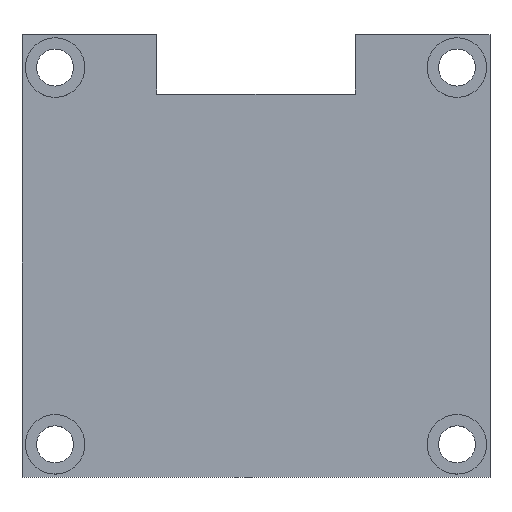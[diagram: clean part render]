
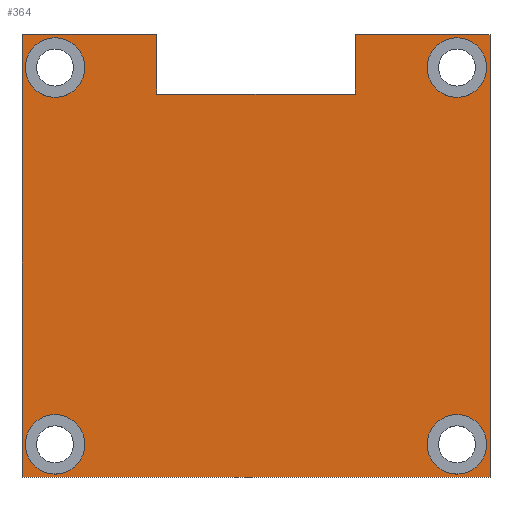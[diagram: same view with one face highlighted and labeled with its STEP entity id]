
A CAD part, top view. The second image highlights one B-rep face of the part: STEP entity #364.
In plain terms, the highlighted planar face has unit normal (0, 0, 1).
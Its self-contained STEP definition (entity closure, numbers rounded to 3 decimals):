
#23=FACE_BOUND('',#77,.T.);
#24=FACE_BOUND('',#78,.T.);
#25=FACE_BOUND('',#79,.T.);
#26=FACE_BOUND('',#80,.T.);
#35=CIRCLE('',#401,2.25);
#36=CIRCLE('',#402,2.25);
#37=CIRCLE('',#403,2.25);
#38=CIRCLE('',#404,2.25);
#54=FACE_OUTER_BOUND('',#76,.T.);
#76=EDGE_LOOP('',(#263,#264,#265,#266,#267,#268,#269,#270));
#77=EDGE_LOOP('',(#271));
#78=EDGE_LOOP('',(#272));
#79=EDGE_LOOP('',(#273));
#80=EDGE_LOOP('',(#274));
#107=LINE('',#549,#139);
#111=LINE('',#557,#143);
#114=LINE('',#563,#146);
#117=LINE('',#569,#149);
#118=LINE('',#571,#150);
#119=LINE('',#573,#151);
#120=LINE('',#575,#152);
#121=LINE('',#576,#153);
#139=VECTOR('',#439,10.);
#143=VECTOR('',#445,10.);
#146=VECTOR('',#450,10.);
#149=VECTOR('',#455,10.);
#150=VECTOR('',#456,10.);
#151=VECTOR('',#457,10.);
#152=VECTOR('',#458,10.);
#153=VECTOR('',#459,10.);
#171=VERTEX_POINT('',#547);
#172=VERTEX_POINT('',#548);
#175=VERTEX_POINT('',#556);
#177=VERTEX_POINT('',#562);
#179=VERTEX_POINT('',#568);
#180=VERTEX_POINT('',#570);
#181=VERTEX_POINT('',#572);
#182=VERTEX_POINT('',#574);
#183=VERTEX_POINT('',#577);
#184=VERTEX_POINT('',#579);
#185=VERTEX_POINT('',#581);
#186=VERTEX_POINT('',#583);
#203=EDGE_CURVE('',#171,#172,#107,.T.);
#207=EDGE_CURVE('',#172,#175,#111,.T.);
#210=EDGE_CURVE('',#177,#171,#114,.T.);
#213=EDGE_CURVE('',#175,#179,#117,.T.);
#214=EDGE_CURVE('',#179,#180,#118,.T.);
#215=EDGE_CURVE('',#180,#181,#119,.T.);
#216=EDGE_CURVE('',#181,#182,#120,.T.);
#217=EDGE_CURVE('',#182,#177,#121,.T.);
#218=EDGE_CURVE('',#183,#183,#35,.T.);
#219=EDGE_CURVE('',#184,#184,#36,.T.);
#220=EDGE_CURVE('',#185,#185,#37,.T.);
#221=EDGE_CURVE('',#186,#186,#38,.T.);
#263=ORIENTED_EDGE('',*,*,#210,.T.);
#264=ORIENTED_EDGE('',*,*,#203,.T.);
#265=ORIENTED_EDGE('',*,*,#207,.T.);
#266=ORIENTED_EDGE('',*,*,#213,.T.);
#267=ORIENTED_EDGE('',*,*,#214,.T.);
#268=ORIENTED_EDGE('',*,*,#215,.T.);
#269=ORIENTED_EDGE('',*,*,#216,.T.);
#270=ORIENTED_EDGE('',*,*,#217,.T.);
#271=ORIENTED_EDGE('',*,*,#218,.T.);
#272=ORIENTED_EDGE('',*,*,#219,.T.);
#273=ORIENTED_EDGE('',*,*,#220,.T.);
#274=ORIENTED_EDGE('',*,*,#221,.T.);
#350=PLANE('',#400);
#364=ADVANCED_FACE('',(#54,#23,#24,#25,#26),#350,.T.);
#400=AXIS2_PLACEMENT_3D('',#567,#453,#454);
#401=AXIS2_PLACEMENT_3D('',#578,#460,#461);
#402=AXIS2_PLACEMENT_3D('',#580,#462,#463);
#403=AXIS2_PLACEMENT_3D('',#582,#464,#465);
#404=AXIS2_PLACEMENT_3D('',#584,#466,#467);
#439=DIRECTION('',(-1.,0.,0.));
#445=DIRECTION('',(0.,1.,0.));
#450=DIRECTION('',(0.,-1.,0.));
#453=DIRECTION('center_axis',(0.,0.,
1.));
#454=DIRECTION('ref_axis',(0.,1.,0.));
#455=DIRECTION('',(-1.,0.,0.));
#456=DIRECTION('',(0.,-1.,0.));
#457=DIRECTION('',(1.,0.,0.));
#458=DIRECTION('',(0.,1.,0.));
#459=DIRECTION('',(-1.,0.,0.));
#460=DIRECTION('center_axis',(0.,0.,
-1.));
#461=DIRECTION('ref_axis',(1.,0.,0.));
#462=DIRECTION('center_axis',(0.,0.,
-1.));
#463=DIRECTION('ref_axis',(1.,0.,0.));
#464=DIRECTION('center_axis',(0.,0.,
-1.));
#465=DIRECTION('ref_axis',(1.,0.,0.));
#466=DIRECTION('center_axis',(0.,0.,
-1.));
#467=DIRECTION('ref_axis',(1.,0.,0.));
#547=CARTESIAN_POINT('',(75.89,80.5,1.2));
#548=CARTESIAN_POINT('',(60.89,80.5,1.2));
#549=CARTESIAN_POINT('',(64.64,80.5,1.2));
#556=CARTESIAN_POINT('',(60.89,85.,1.2));
#557=CARTESIAN_POINT('',(60.89,76.625,1.2));
#562=CARTESIAN_POINT('',(75.89,85.,1.2));
#563=CARTESIAN_POINT('',(75.89,74.375,1.2));
#567=CARTESIAN_POINT('Origin',(68.39,68.25,1.2));
#568=CARTESIAN_POINT('',(50.69,85.,1.2));
#569=CARTESIAN_POINT('',(50.69,85.,1.2));
#570=CARTESIAN_POINT('',(50.69,51.5,1.2));
#571=CARTESIAN_POINT('',(50.69,51.5,1.2));
#572=CARTESIAN_POINT('',(86.09,51.5,1.2));
#573=CARTESIAN_POINT('',(86.09,51.5,1.2));
#574=CARTESIAN_POINT('',(86.09,85.,1.2));
#575=CARTESIAN_POINT('',(86.09,85.,1.2));
#576=CARTESIAN_POINT('',(50.69,85.,1.2));
#577=CARTESIAN_POINT('',(50.94,82.5,1.2));
#578=CARTESIAN_POINT('Origin',(53.19,82.5,1.2));
#579=CARTESIAN_POINT('',(81.34,54.,1.2));
#580=CARTESIAN_POINT('Origin',(83.59,54.,1.2));
#581=CARTESIAN_POINT('',(50.94,54.,1.2));
#582=CARTESIAN_POINT('Origin',(53.19,54.,1.2));
#583=CARTESIAN_POINT('',(81.34,82.5,1.2));
#584=CARTESIAN_POINT('Origin',(83.59,82.5,1.2));
